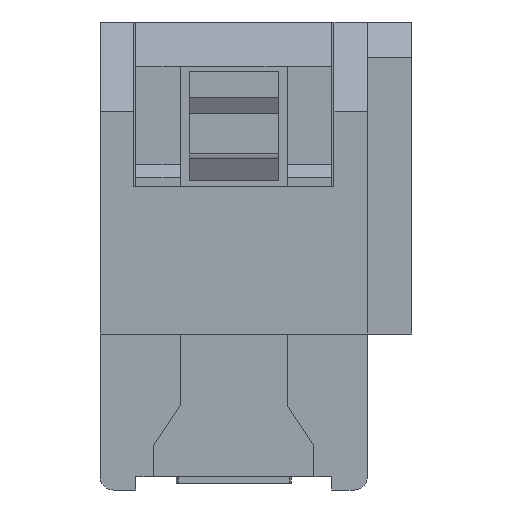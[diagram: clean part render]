
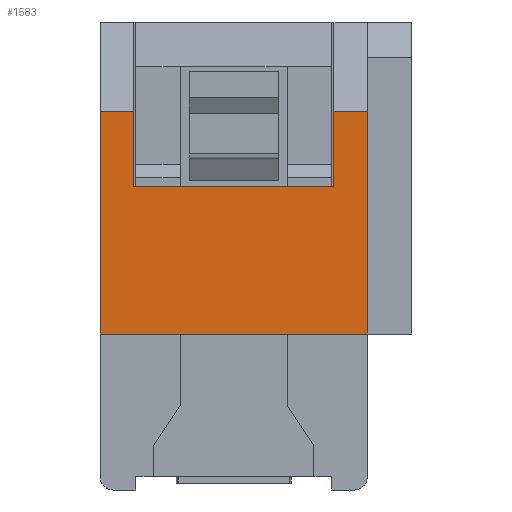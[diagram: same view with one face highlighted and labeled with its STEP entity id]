
A CAD part, left-side view. The second image highlights one B-rep face of the part: STEP entity #1583.
In plain terms, the highlighted planar face has unit normal (-1, 0, 0).
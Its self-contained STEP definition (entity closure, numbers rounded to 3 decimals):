
#383=CARTESIAN_POINT('',(-13.78,2.25,3.3));
#384=VERTEX_POINT('',#383);
#391=CARTESIAN_POINT('',(-13.78,-2.25,3.3));
#392=VERTEX_POINT('',#391);
#393=CARTESIAN_POINT('',(-13.78,2.25,3.3));
#394=DIRECTION('',(0.,-1.,0.));
#395=VECTOR('',#394,4.5);
#396=LINE('',#393,#395);
#397=EDGE_CURVE('',#384,#392,#396,.T.);
#1521=CARTESIAN_POINT('',(-13.78,0.,3.5));
#1522=DIRECTION('',(0.,-1.,0.));
#1523=DIRECTION('',(-1.,0.,0.));
#1524=AXIS2_PLACEMENT_3D('',#1521,#1523,#1522);
#1525=PLANE('',#1524);
#1526=CARTESIAN_POINT('',(-13.78,-3.,0.));
#1527=VERTEX_POINT('',#1526);
#1528=CARTESIAN_POINT('',(-13.78,3.,0.));
#1529=VERTEX_POINT('',#1528);
#1530=CARTESIAN_POINT('',(-13.78,-3.,0.));
#1531=DIRECTION('',(0.,1.,0.));
#1532=VECTOR('',#1531,6.);
#1533=LINE('',#1530,#1532);
#1534=EDGE_CURVE('',#1527,#1529,#1533,.T.);
#1535=ORIENTED_EDGE('',*,*,#1534,.F.);
#1536=CARTESIAN_POINT('',(-13.78,-3.,5.));
#1537=VERTEX_POINT('',#1536);
#1538=CARTESIAN_POINT('',(-13.78,-3.,0.));
#1539=DIRECTION('',(0.,0.,1.));
#1540=VECTOR('',#1539,5.);
#1541=LINE('',#1538,#1540);
#1542=EDGE_CURVE('',#1527,#1537,#1541,.T.);
#1543=ORIENTED_EDGE('',*,*,#1542,.T.);
#1544=CARTESIAN_POINT('',(-13.78,-2.25,5.));
#1545=VERTEX_POINT('',#1544);
#1546=CARTESIAN_POINT('',(-13.78,-3.,5.));
#1547=DIRECTION('',(0.,1.,0.));
#1548=VECTOR('',#1547,0.75);
#1549=LINE('',#1546,#1548);
#1550=EDGE_CURVE('',#1537,#1545,#1549,.T.);
#1551=ORIENTED_EDGE('',*,*,#1550,.T.);
#1552=CARTESIAN_POINT('',(-13.78,-2.25,5.));
#1553=DIRECTION('',(0.,0.,-1.));
#1554=VECTOR('',#1553,1.7);
#1555=LINE('',#1552,#1554);
#1556=EDGE_CURVE('',#1545,#392,#1555,.T.);
#1557=ORIENTED_EDGE('',*,*,#1556,.T.);
#1558=ORIENTED_EDGE('',*,*,#397,.F.);
#1559=CARTESIAN_POINT('',(-13.78,2.25,5.));
#1560=VERTEX_POINT('',#1559);
#1561=CARTESIAN_POINT('',(-13.78,2.25,3.3));
#1562=DIRECTION('',(0.,0.,1.));
#1563=VECTOR('',#1562,1.7);
#1564=LINE('',#1561,#1563);
#1565=EDGE_CURVE('',#384,#1560,#1564,.T.);
#1566=ORIENTED_EDGE('',*,*,#1565,.T.);
#1567=CARTESIAN_POINT('',(-13.78,3.,5.));
#1568=VERTEX_POINT('',#1567);
#1569=CARTESIAN_POINT('',(-13.78,2.25,5.));
#1570=DIRECTION('',(0.,1.,0.));
#1571=VECTOR('',#1570,0.75);
#1572=LINE('',#1569,#1571);
#1573=EDGE_CURVE('',#1560,#1568,#1572,.T.);
#1574=ORIENTED_EDGE('',*,*,#1573,.T.);
#1575=CARTESIAN_POINT('',(-13.78,3.,0.));
#1576=DIRECTION('',(0.,0.,1.));
#1577=VECTOR('',#1576,5.);
#1578=LINE('',#1575,#1577);
#1579=EDGE_CURVE('',#1529,#1568,#1578,.T.);
#1580=ORIENTED_EDGE('',*,*,#1579,.F.);
#1581=EDGE_LOOP('',(#1535,#1543,#1551,#1557,#1558,#1566,#1574,#1580));
#1582=FACE_OUTER_BOUND('',#1581,.T.);
#1583=ADVANCED_FACE('',(#1582),#1525,.T.);
